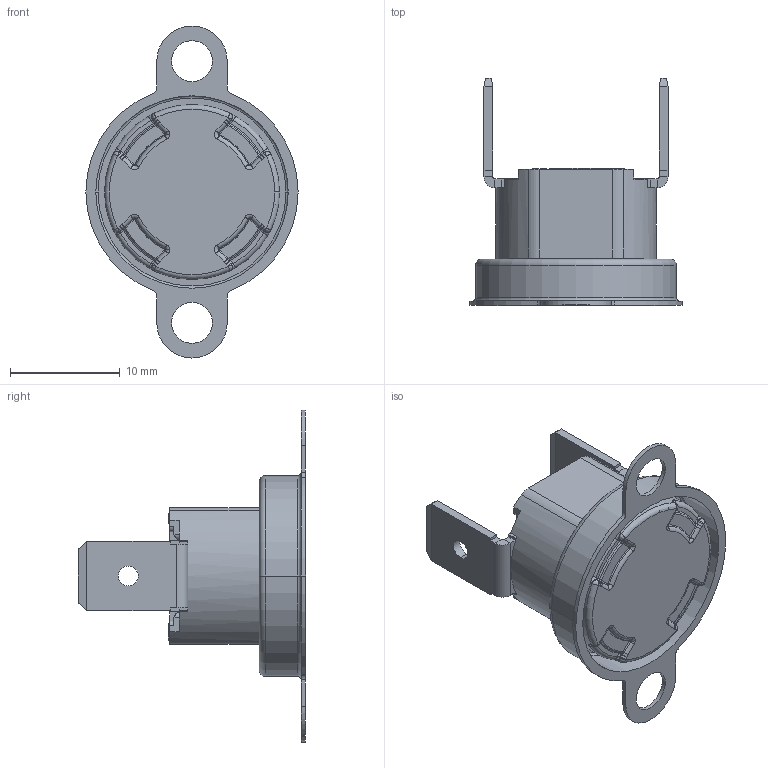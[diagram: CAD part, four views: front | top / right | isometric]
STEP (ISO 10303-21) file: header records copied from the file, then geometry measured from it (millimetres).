
FILE_DESCRIPTION (( 'STEP AP214' ), '1' );
FILE_NAME ('1NT01L-79XX.STEP', '2018-02-12T18:47:04', ( '' ), ( '' ), 'SwSTEP 2.0', 'SolidWorks 2015', '' );
FILE_SCHEMA (( 'AUTOMOTIVE_DESIGN' ));
Length unit declared in the file: inch
Products named in the file (1): 1NT01L-79XX
Bounding box: 19.3 x 20.68 x 30.2 mm (x, y, z)
Surface area: 2182.6 mm2 (no closed solid volume)
Topology: 0 solids, 10 shells, 535 faces, 1516 edges, 975 vertices
Faces by surface type: plane 239, bspline 120, cylinder 93, torus 61, sphere 16, cone 6
Entity records: 30215 total; most frequent: CARTESIAN_POINT 10196, ORIENTED_EDGE 2775, DIRECTION 2417, EDGE_CURVE 1500, VERTEX_POINT 975, LINE 865, VECTOR 865, AXIS2_PLACEMENT_3D 776
